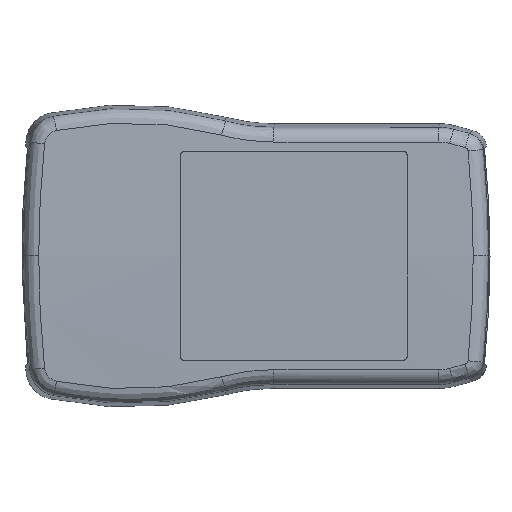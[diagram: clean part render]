
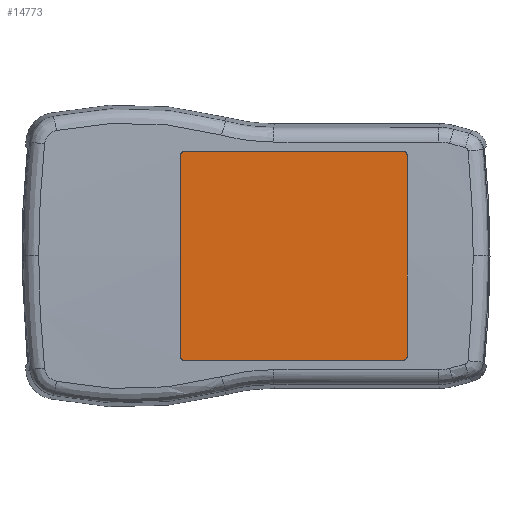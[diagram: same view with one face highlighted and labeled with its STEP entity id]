
A CAD part, top view. The second image highlights one B-rep face of the part: STEP entity #14773.
In plain terms, the highlighted planar face has unit normal (0, 0, 1).
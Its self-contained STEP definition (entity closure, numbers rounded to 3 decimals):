
#132 = CARTESIAN_POINT ( 'NONE',  ( 57.176, -27.403, 13.9 ) ) ;
#1279 = DIRECTION ( 'NONE',  ( 0., 0., 1. ) ) ;
#2607 = CARTESIAN_POINT ( 'NONE',  ( 56.176, -26.403, 13.9 ) ) ;
#3088 = CARTESIAN_POINT ( 'NONE',  ( 116.167, 26.954, 13.9 ) ) ;
#3342 = CARTESIAN_POINT ( 'NONE',  ( 116.176, 0.197, 13.9 ) ) ;
#3482 = CARTESIAN_POINT ( 'NONE',  ( 57.176, 27.797, 13.9 ) ) ;
#4206 = CARTESIAN_POINT ( 'NONE',  ( 56.176, 27.059, 13.9 ) ) ;
#4331 = VERTEX_POINT ( 'NONE', #9918 ) ;
#4581 = CARTESIAN_POINT ( 'NONE',  ( 115.176, -27.403, 13.9 ) ) ;
#6284 = CARTESIAN_POINT ( 'NONE',  ( 56.176, -26.665, 13.9 ) ) ;
#7003 = CARTESIAN_POINT ( 'NONE',  ( 115.176, 27.797, 13.9 ) ) ;
#7335 = EDGE_CURVE ( 'NONE', #4331, #29006, #27894, .T. ) ;
#8857 = B_SPLINE_CURVE_WITH_KNOTS ( 'NONE', 3,
 ( #43009, #21606, #40081, #43493, #6284, #2607 ),
 .UNSPECIFIED., .F., .F.,
 ( 4, 2, 4 ),
 ( 0., 0.5, 1. ),
 .UNSPECIFIED. ) ;
#9669 = DIRECTION ( 'NONE',  ( 1., 0., 0. ) ) ;
#9918 = CARTESIAN_POINT ( 'NONE',  ( 116.176, 26.797, 13.9 ) ) ;
#10160 = VERTEX_POINT ( 'NONE', #39181 ) ;
#10600 = ORIENTED_EDGE ( 'NONE', *, *, #26821, .F. ) ;
#10650 = CARTESIAN_POINT ( 'NONE',  ( 115.559, 27.721, 13.9 ) ) ;
#10851 = CARTESIAN_POINT ( 'NONE',  ( 56.176, -26.403, 13.9 ) ) ;
#12488 = FACE_OUTER_BOUND ( 'NONE', #40501, .T. ) ;
#12596 = CARTESIAN_POINT ( 'NONE',  ( 115.438, -27.403, 13.9 ) ) ;
#12727 = CARTESIAN_POINT ( 'NONE',  ( 116.276, 27.897, 13.9 ) ) ;
#13330 = CARTESIAN_POINT ( 'NONE',  ( 56.176, 26.797, 13.9 ) ) ;
#13816 = VECTOR ( 'NONE', #31958, 1000. ) ;
#13832 = CARTESIAN_POINT ( 'NONE',  ( 116.05, 27.287, 13.9 ) ) ;
#14747 = EDGE_CURVE ( 'NONE', #18845, #39798, #28431, .T. ) ;
#14773 = ADVANCED_FACE ( 'NONE', ( #12488 ), #16148, .T. ) ;
#14813 = ORIENTED_EDGE ( 'NONE', *, *, #7335, .T. ) ;
#15150 = CARTESIAN_POINT ( 'NONE',  ( 57.176, 27.797, 13.9 ) ) ;
#15667 = CARTESIAN_POINT ( 'NONE',  ( 56.654, 27.689, 13.9 ) ) ;
#16148 = PLANE ( 'NONE',  #38467 ) ;
#16789 = ORIENTED_EDGE ( 'NONE', *, *, #41517, .F. ) ;
#17218 = VERTEX_POINT ( 'NONE', #132 ) ;
#17962 = CARTESIAN_POINT ( 'NONE',  ( 115.695, 27.652, 13.9 ) ) ;
#17982 = B_SPLINE_CURVE_WITH_KNOTS ( 'NONE', 3,
 ( #42273, #23090, #19680, #45904, #12596, #4581 ),
 .UNSPECIFIED., .F., .F.,
 ( 4, 2, 4 ),
 ( 0., 0.5, 1. ),
 .UNSPECIFIED. ) ;
#18206 = CARTESIAN_POINT ( 'NONE',  ( 115.304, 27.797, 13.9 ) ) ;
#18462 = DIRECTION ( 'NONE',  ( 0., -1., 0. ) ) ;
#18822 = ORIENTED_EDGE ( 'NONE', *, *, #36315, .F. ) ;
#18845 = VERTEX_POINT ( 'NONE', #13330 ) ;
#18957 = LINE ( 'NONE', #36491, #23139 ) ;
#19680 = CARTESIAN_POINT ( 'NONE',  ( 116.068, -26.925, 13.9 ) ) ;
#20168 = LINE ( 'NONE', #46651, #44194 ) ;
#21606 = CARTESIAN_POINT ( 'NONE',  ( 56.914, -27.403, 13.9 ) ) ;
#21617 = CARTESIAN_POINT ( 'NONE',  ( 115.652, 27.678, 13.9 ) ) ;
#22060 = EDGE_CURVE ( 'NONE', #32125, #18845, #18957, .T. ) ;
#22212 = EDGE_CURVE ( 'NONE', #10160, #26822, #17982, .T. ) ;
#23090 = CARTESIAN_POINT ( 'NONE',  ( 116.176, -26.665, 13.9 ) ) ;
#23139 = VECTOR ( 'NONE', #44723, 1000. ) ;
#24997 = CARTESIAN_POINT ( 'NONE',  ( 116.176, 26.861, 13.9 ) ) ;
#25488 = CARTESIAN_POINT ( 'NONE',  ( 115.426, 27.773, 13.9 ) ) ;
#26821 = EDGE_CURVE ( 'NONE', #17218, #32125, #8857, .T. ) ;
#26822 = VERTEX_POINT ( 'NONE', #36203 ) ;
#27894 = B_SPLINE_CURVE_WITH_KNOTS ( 'NONE', 3,
 ( #32564, #24997, #3088, #47151, #36674, #36214, #40558, #13832, #29147, #35970, #28673, #43970, #17962, #21617, #28426, #47388, #10650, #25488, #18206, #7003 ),
 .UNSPECIFIED., .F., .F.,
 ( 4, 1, 2, 2, 2, 2, 2, 1, 2, 2, 4 ),
 ( 0., 0.125, 0.187, 0.25, 0.375, 0.5, 0.625, 0.687, 0.719, 0.75, 1. ),
 .UNSPECIFIED. ) ;
#28426 = CARTESIAN_POINT ( 'NONE',  ( 115.606, 27.7, 13.9 ) ) ;
#28431 = B_SPLINE_CURVE_WITH_KNOTS ( 'NONE', 3,
 ( #29777, #4206, #44601, #15667, #30499, #3482 ),
 .UNSPECIFIED., .F., .F.,
 ( 4, 2, 4 ),
 ( 0., 0.5, 1. ),
 .UNSPECIFIED. ) ;
#28673 = CARTESIAN_POINT ( 'NONE',  ( 115.835, 27.553, 13.9 ) ) ;
#29006 = VERTEX_POINT ( 'NONE', #36829 ) ;
#29147 = CARTESIAN_POINT ( 'NONE',  ( 115.975, 27.402, 13.9 ) ) ;
#29766 = ORIENTED_EDGE ( 'NONE', *, *, #22212, .F. ) ;
#29777 = CARTESIAN_POINT ( 'NONE',  ( 56.176, 26.797, 13.9 ) ) ;
#30499 = CARTESIAN_POINT ( 'NONE',  ( 56.914, 27.797, 13.9 ) ) ;
#31958 = DIRECTION ( 'NONE',  ( -1., 0., 0. ) ) ;
#32125 = VERTEX_POINT ( 'NONE', #10851 ) ;
#32564 = CARTESIAN_POINT ( 'NONE',  ( 116.176, 26.797, 13.9 ) ) ;
#33777 = EDGE_CURVE ( 'NONE', #26822, #17218, #42885, .T. ) ;
#35970 = CARTESIAN_POINT ( 'NONE',  ( 115.932, 27.456, 13.9 ) ) ;
#36203 = CARTESIAN_POINT ( 'NONE',  ( 115.176, -27.403, 13.9 ) ) ;
#36214 = CARTESIAN_POINT ( 'NONE',  ( 116.118, 27.134, 13.9 ) ) ;
#36315 = EDGE_CURVE ( 'NONE', #39798, #29006, #20168, .T. ) ;
#36491 = CARTESIAN_POINT ( 'NONE',  ( 56.176, 0.197, 13.9 ) ) ;
#36674 = CARTESIAN_POINT ( 'NONE',  ( 116.128, 27.106, 13.9 ) ) ;
#36829 = CARTESIAN_POINT ( 'NONE',  ( 115.176, 27.797, 13.9 ) ) ;
#37369 = ORIENTED_EDGE ( 'NONE', *, *, #22060, .F. ) ;
#38467 = AXIS2_PLACEMENT_3D ( 'NONE', #12727, #1279, #38514 ) ;
#38514 = DIRECTION ( 'NONE',  ( -1., 0., 0. ) ) ;
#39181 = CARTESIAN_POINT ( 'NONE',  ( 116.176, -26.403, 13.9 ) ) ;
#39221 = CARTESIAN_POINT ( 'NONE',  ( 86.176, -27.403, 13.9 ) ) ;
#39798 = VERTEX_POINT ( 'NONE', #15150 ) ;
#40081 = CARTESIAN_POINT ( 'NONE',  ( 56.654, -27.295, 13.9 ) ) ;
#40501 = EDGE_LOOP ( 'NONE', ( #44599, #37369, #10600, #44889, #29766, #16789, #14813, #18822 ) ) ;
#40558 = CARTESIAN_POINT ( 'NONE',  ( 116.081, 27.228, 13.9 ) ) ;
#41517 = EDGE_CURVE ( 'NONE', #4331, #10160, #44227, .T. ) ;
#42273 = CARTESIAN_POINT ( 'NONE',  ( 116.176, -26.403, 13.9 ) ) ;
#42885 = LINE ( 'NONE', #39221, #13816 ) ;
#43009 = CARTESIAN_POINT ( 'NONE',  ( 57.176, -27.403, 13.9 ) ) ;
#43493 = CARTESIAN_POINT ( 'NONE',  ( 56.284, -26.925, 13.9 ) ) ;
#43970 = CARTESIAN_POINT ( 'NONE',  ( 115.779, 27.597, 13.9 ) ) ;
#44194 = VECTOR ( 'NONE', #9669, 1000. ) ;
#44227 = LINE ( 'NONE', #3342, #45990 ) ;
#44599 = ORIENTED_EDGE ( 'NONE', *, *, #14747, .F. ) ;
#44601 = CARTESIAN_POINT ( 'NONE',  ( 56.284, 27.319, 13.9 ) ) ;
#44723 = DIRECTION ( 'NONE',  ( 0., 1., 0. ) ) ;
#44889 = ORIENTED_EDGE ( 'NONE', *, *, #33777, .F. ) ;
#45904 = CARTESIAN_POINT ( 'NONE',  ( 115.698, -27.295, 13.9 ) ) ;
#45990 = VECTOR ( 'NONE', #18462, 1000. ) ;
#46651 = CARTESIAN_POINT ( 'NONE',  ( 86.176, 27.797, 13.9 ) ) ;
#47151 = CARTESIAN_POINT ( 'NONE',  ( 116.145, 27.046, 13.9 ) ) ;
#47388 = CARTESIAN_POINT ( 'NONE',  ( 115.575, 27.714, 13.9 ) ) ;
